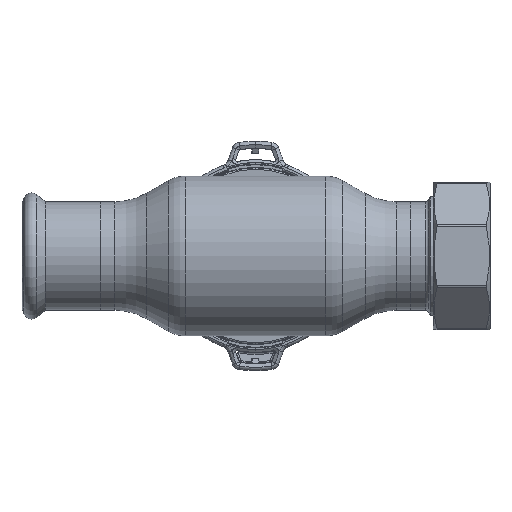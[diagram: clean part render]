
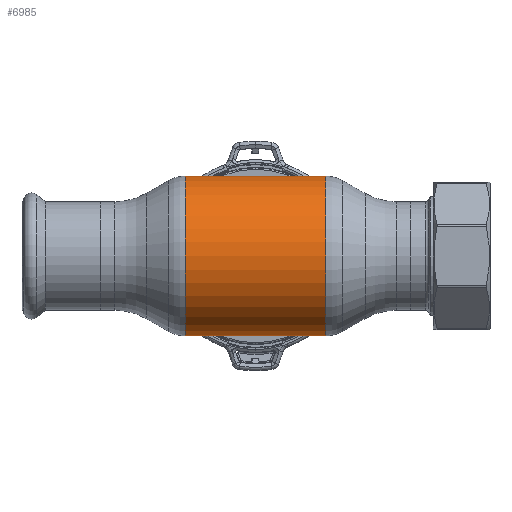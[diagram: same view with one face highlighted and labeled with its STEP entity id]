
A CAD part, front view. The second image highlights one B-rep face of the part: STEP entity #6985.
In plain terms, the highlighted cylindrical face has radius 28.25 mm (diameter 56.5 mm), a partial arc.
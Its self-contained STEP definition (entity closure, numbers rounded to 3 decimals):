
#1174 = CARTESIAN_POINT ( 'NONE',  ( -62.69, 0., 0. ) ) ;
#1189 = CARTESIAN_POINT ( 'NONE',  ( -24.785, 0., -28.25 ) ) ;
#1356 = DIRECTION ( 'NONE',  ( -1., 0., 0. ) ) ;
#2137 = AXIS2_PLACEMENT_3D ( 'NONE', #1174, #22910, #6919 ) ;
#5106 = CIRCLE ( 'NONE', #39283, 28.25 ) ;
#6465 = CARTESIAN_POINT ( 'NONE',  ( -24.785, 0., 28.25 ) ) ;
#6919 = DIRECTION ( 'NONE',  ( 0., 0., 1. ) ) ;
#6985 = ADVANCED_FACE ( 'NONE', ( #28315 ), #24576, .T. ) ;
#7123 = EDGE_CURVE ( 'NONE', #26835, #38350, #25091, .T. ) ;
#7305 = EDGE_LOOP ( 'NONE', ( #27552, #40526, #40567, #25798 ) ) ;
#7947 = CARTESIAN_POINT ( 'NONE',  ( 24.785, 0., -28.25 ) ) ;
#8329 = CARTESIAN_POINT ( 'NONE',  ( -62.69, 0., -28.25 ) ) ;
#8873 = EDGE_CURVE ( 'NONE', #38350, #38247, #17156, .T. ) ;
#17156 = LINE ( 'NONE', #26616, #37838 ) ;
#17302 = CARTESIAN_POINT ( 'NONE',  ( 24.785, 0., 28.25 ) ) ;
#18165 = DIRECTION ( 'NONE',  ( 0., 0., 1. ) ) ;
#20434 = VECTOR ( 'NONE', #29988, 1000. ) ;
#22111 = DIRECTION ( 'NONE',  ( -1., 0., 0. ) ) ;
#22910 = DIRECTION ( 'NONE',  ( -1., 0., 0. ) ) ;
#24576 = CYLINDRICAL_SURFACE ( 'NONE', #2137, 28.25 ) ;
#25091 = CIRCLE ( 'NONE', #25796, 28.25 ) ;
#25217 = CARTESIAN_POINT ( 'NONE',  ( -24.785, 0., 0. ) ) ;
#25796 = AXIS2_PLACEMENT_3D ( 'NONE', #34535, #37793, #18165 ) ;
#25798 = ORIENTED_EDGE ( 'NONE', *, *, #38565, .F. ) ;
#26616 = CARTESIAN_POINT ( 'NONE',  ( -62.69, 0., 28.25 ) ) ;
#26835 = VERTEX_POINT ( 'NONE', #7947 ) ;
#27552 = ORIENTED_EDGE ( 'NONE', *, *, #40157, .F. ) ;
#28315 = FACE_OUTER_BOUND ( 'NONE', #7305, .T. ) ;
#29988 = DIRECTION ( 'NONE',  ( -1., 0., 0. ) ) ;
#34535 = CARTESIAN_POINT ( 'NONE',  ( 24.785, 0., 0. ) ) ;
#37793 = DIRECTION ( 'NONE',  ( -1., 0., 0. ) ) ;
#37838 = VECTOR ( 'NONE', #1356, 1000. ) ;
#37853 = DIRECTION ( 'NONE',  ( 0., 0., 1. ) ) ;
#38247 = VERTEX_POINT ( 'NONE', #6465 ) ;
#38350 = VERTEX_POINT ( 'NONE', #17302 ) ;
#38565 = EDGE_CURVE ( 'NONE', #38598, #38247, #5106, .T. ) ;
#38598 = VERTEX_POINT ( 'NONE', #1189 ) ;
#39050 = LINE ( 'NONE', #8329, #20434 ) ;
#39283 = AXIS2_PLACEMENT_3D ( 'NONE', #25217, #22111, #37853 ) ;
#40157 = EDGE_CURVE ( 'NONE', #26835, #38598, #39050, .T. ) ;
#40526 = ORIENTED_EDGE ( 'NONE', *, *, #7123, .T. ) ;
#40567 = ORIENTED_EDGE ( 'NONE', *, *, #8873, .T. ) ;
